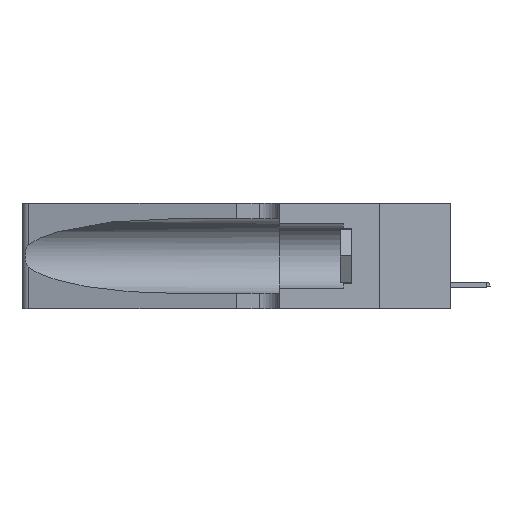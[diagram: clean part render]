
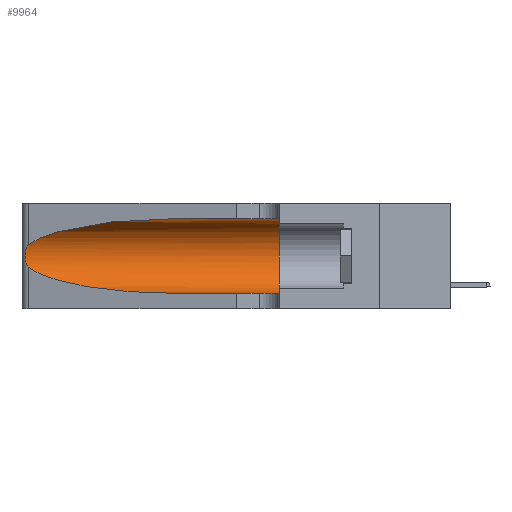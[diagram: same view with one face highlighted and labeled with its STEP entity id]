
A CAD part, left-side view. The second image highlights one B-rep face of the part: STEP entity #9964.
In plain terms, the highlighted cylindrical face has radius 3.308 mm (diameter 6.617 mm), a partial arc.
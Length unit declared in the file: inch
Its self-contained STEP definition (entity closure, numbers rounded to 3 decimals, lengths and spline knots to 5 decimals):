
#304 =( BOUNDED_CURVE ( )  B_SPLINE_CURVE ( 3, ( #7213, #23449, #15338, #31315 ),
 .UNSPECIFIED., .F., .F. ) 
 B_SPLINE_CURVE_WITH_KNOTS ( ( 4, 4 ),
 ( 1.5708, 2.84003 ),
 .UNSPECIFIED. ) 
 CURVE ( )  GEOMETRIC_REPRESENTATION_ITEM ( )  RATIONAL_B_SPLINE_CURVE ( ( 1., 0.87, 0.87, 1. ) ) 
 REPRESENTATION_ITEM ( '' )  );
#1483 = CARTESIAN_POINT ( 'NONE',  ( 0.25856, 1.23593, 0.16098 ) ) ;
#1895 = CARTESIAN_POINT ( 'NONE',  ( 0.1305, 1.61858, 0.185 ) ) ;
#2252 = CARTESIAN_POINT ( 'NONE',  ( 0.18966, 0.96281, 0.05475 ) ) ;
#4119 = CIRCLE ( 'NONE', #45921, 0.13025 ) ;
#5846 = CYLINDRICAL_SURFACE ( 'NONE', #10970, 0.13025 ) ;
#6901 = CARTESIAN_POINT ( 'NONE',  ( 0.1305, 0.72297, 0.31525 ) ) ;
#6956 = CARTESIAN_POINT ( 'NONE',  ( 0.2373, 1.15595, 0.08982 ) ) ;
#7213 = CARTESIAN_POINT ( 'NONE',  ( 0.1305, 0.72297, 0.31525 ) ) ;
#7243 = DIRECTION ( 'NONE',  ( 0., -1., 0. ) ) ;
#8019 = CARTESIAN_POINT ( 'NONE',  ( 0.25487, 1.22718, 0.22369 ) ) ;
#8639 = B_SPLINE_CURVE_WITH_KNOTS ( 'NONE', 3,
 ( #45744, #21427, #9361, #49659, #45219, #41305, #17498, #50157, #13294, #1483, #49398, #33458, #29542, #49917 ),
 .UNSPECIFIED., .F., .F.,
 ( 4, 2, 2, 2, 2, 2, 4 ),
 ( 0., 0.00027, 0.00053, 0.00107, 0.0016, 0.00187, 0.00214 ),
 .UNSPECIFIED. ) ;
#8757 = DIRECTION ( 'NONE',  ( 0., -1., 0. ) ) ;
#9361 = CARTESIAN_POINT ( 'NONE',  ( 0.25639, 1.23184, 0.21858 ) ) ;
#9964 = ADVANCED_FACE ( 'NONE', ( #24751 ), #5846, .F. ) ;
#10970 = AXIS2_PLACEMENT_3D ( 'NONE', #1895, #8757, #12949 ) ;
#12949 = DIRECTION ( 'NONE',  ( 0., 0., -1. ) ) ;
#13294 = CARTESIAN_POINT ( 'NONE',  ( 0.26017, 1.23833, 0.17102 ) ) ;
#15304 = CARTESIAN_POINT ( 'NONE',  ( 0.25487, 1.22718, 0.14631 ) ) ;
#15338 = CARTESIAN_POINT ( 'NONE',  ( 0.2373, 1.15595, 0.28018 ) ) ;
#17498 = CARTESIAN_POINT ( 'NONE',  ( 0.26075, 1.23896, 0.19203 ) ) ;
#17516 = EDGE_CURVE ( 'NONE', #49858, #40090, #50465, .T. ) ;
#17699 = VECTOR ( 'NONE', #7243, 39.37008 ) ;
#17791 = DIRECTION ( 'NONE',  ( 0., 0., 1. ) ) ;
#17942 = LINE ( 'NONE', #44898, #44359 ) ;
#18336 = CARTESIAN_POINT ( 'NONE',  ( 0.1305, 0.35, 0.05475 ) ) ;
#20727 = VERTEX_POINT ( 'NONE', #39252 ) ;
#21427 = CARTESIAN_POINT ( 'NONE',  ( 0.25555, 1.22994, 0.2215 ) ) ;
#21679 = VERTEX_POINT ( 'NONE', #6901 ) ;
#22353 = EDGE_CURVE ( 'NONE', #40090, #24704, #17942, .T. ) ;
#22450 = EDGE_LOOP ( 'NONE', ( #32506, #29073, #44439, #33511, #31331, #47106 ) ) ;
#23184 = EDGE_CURVE ( 'NONE', #33006, #49858, #8639, .T. ) ;
#23449 = CARTESIAN_POINT ( 'NONE',  ( 0.18966, 0.96281, 0.31525 ) ) ;
#24704 = VERTEX_POINT ( 'NONE', #18336 ) ;
#24751 = FACE_OUTER_BOUND ( 'NONE', #22450, .T. ) ;
#25647 = CARTESIAN_POINT ( 'NONE',  ( 0.1305, 0.35, 0.185 ) ) ;
#29073 = ORIENTED_EDGE ( 'NONE', *, *, #23184, .T. ) ;
#29542 = CARTESIAN_POINT ( 'NONE',  ( 0.25555, 1.22993, 0.14849 ) ) ;
#31066 = CARTESIAN_POINT ( 'NONE',  ( 0.1305, 0.72297, 0.05475 ) ) ;
#31315 = CARTESIAN_POINT ( 'NONE',  ( 0.25487, 1.22718, 0.22369 ) ) ;
#31331 = ORIENTED_EDGE ( 'NONE', *, *, #41718, .F. ) ;
#31749 = EDGE_CURVE ( 'NONE', #21679, #33006, #304, .T. ) ;
#32506 = ORIENTED_EDGE ( 'NONE', *, *, #31749, .T. ) ;
#33006 = VERTEX_POINT ( 'NONE', #8019 ) ;
#33458 = CARTESIAN_POINT ( 'NONE',  ( 0.25639, 1.23186, 0.15144 ) ) ;
#33511 = ORIENTED_EDGE ( 'NONE', *, *, #22353, .T. ) ;
#34072 = CARTESIAN_POINT ( 'NONE',  ( 0.1305, 1.61858, 0.31525 ) ) ;
#39252 = CARTESIAN_POINT ( 'NONE',  ( 0.1305, 0.35, 0.31525 ) ) ;
#40090 = VERTEX_POINT ( 'NONE', #42912 ) ;
#41305 = CARTESIAN_POINT ( 'NONE',  ( 0.26018, 1.23835, 0.19895 ) ) ;
#41718 = EDGE_CURVE ( 'NONE', #20727, #24704, #4119, .T. ) ;
#41845 = DIRECTION ( 'NONE',  ( 0., 1., 0. ) ) ;
#41992 = DIRECTION ( 'NONE',  ( 0., -1., 0. ) ) ;
#42066 = CARTESIAN_POINT ( 'NONE',  ( 0.25487, 1.22718, 0.14631 ) ) ;
#42912 = CARTESIAN_POINT ( 'NONE',  ( 0.1305, 0.72297, 0.05475 ) ) ;
#43884 = LINE ( 'NONE', #34072, #17699 ) ;
#44134 = EDGE_CURVE ( 'NONE', #21679, #20727, #43884, .T. ) ;
#44359 = VECTOR ( 'NONE', #41992, 39.37008 ) ;
#44439 = ORIENTED_EDGE ( 'NONE', *, *, #17516, .T. ) ;
#44898 = CARTESIAN_POINT ( 'NONE',  ( 0.1305, 1.61858, 0.05475 ) ) ;
#45219 = CARTESIAN_POINT ( 'NONE',  ( 0.25854, 1.2359, 0.20912 ) ) ;
#45744 = CARTESIAN_POINT ( 'NONE',  ( 0.25487, 1.22718, 0.22369 ) ) ;
#45921 = AXIS2_PLACEMENT_3D ( 'NONE', #25647, #41845, #17791 ) ;
#47106 = ORIENTED_EDGE ( 'NONE', *, *, #44134, .F. ) ;
#49398 = CARTESIAN_POINT ( 'NONE',  ( 0.25789, 1.23486, 0.15765 ) ) ;
#49659 = CARTESIAN_POINT ( 'NONE',  ( 0.25787, 1.23484, 0.2124 ) ) ;
#49858 = VERTEX_POINT ( 'NONE', #15304 ) ;
#49917 = CARTESIAN_POINT ( 'NONE',  ( 0.25487, 1.22718, 0.14631 ) ) ;
#50157 = CARTESIAN_POINT ( 'NONE',  ( 0.26075, 1.23896, 0.178 ) ) ;
#50465 =( BOUNDED_CURVE ( )  B_SPLINE_CURVE ( 3, ( #42066, #6956, #2252, #31066 ),
 .UNSPECIFIED., .F., .T. ) 
 B_SPLINE_CURVE_WITH_KNOTS ( ( 4, 4 ),
 ( 3.44316, 4.71239 ),
 .UNSPECIFIED. ) 
 CURVE ( )  GEOMETRIC_REPRESENTATION_ITEM ( )  RATIONAL_B_SPLINE_CURVE ( ( 1., 0.87, 0.87, 1. ) ) 
 REPRESENTATION_ITEM ( '' )  );
